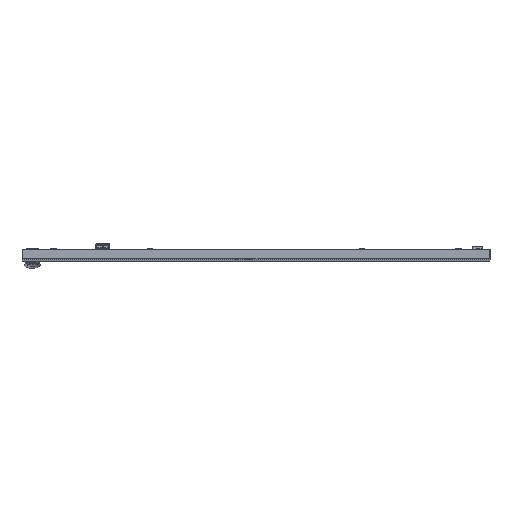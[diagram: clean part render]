
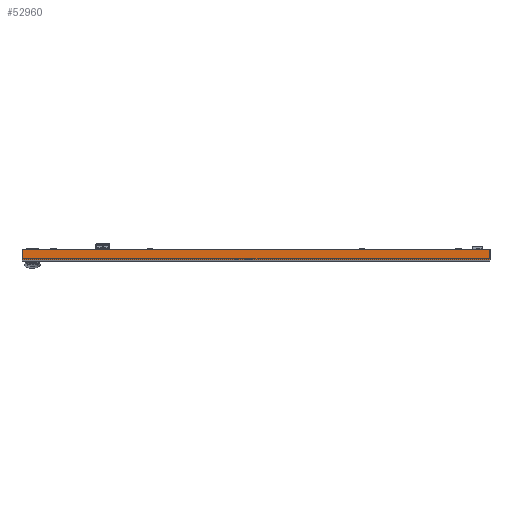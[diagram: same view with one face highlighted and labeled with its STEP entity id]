
A CAD part, top view. The second image highlights one B-rep face of the part: STEP entity #52960.
In plain terms, the highlighted planar face has unit normal (0, 0, 1).
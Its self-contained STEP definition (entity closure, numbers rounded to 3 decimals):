
#1178 = EDGE_CURVE ( 'NONE', #15846, #3736, #88188, .T. ) ;
#1812 = CARTESIAN_POINT ( 'NONE',  ( 19.547, -0.079, 35.118 ) ) ;
#2340 = ORIENTED_EDGE ( 'NONE', *, *, #36965, .T. ) ;
#3374 = ORIENTED_EDGE ( 'NONE', *, *, #58169, .T. ) ;
#3736 = VERTEX_POINT ( 'NONE', #110149 ) ;
#5137 = CARTESIAN_POINT ( 'NONE',  ( -19.547, 0.787, 35.118 ) ) ;
#15846 = VERTEX_POINT ( 'NONE', #5137 ) ;
#16811 = CARTESIAN_POINT ( 'NONE',  ( 0., -0.079, 35.118 ) ) ;
#17590 = VECTOR ( 'NONE', #114760, 39.37 ) ;
#29312 = AXIS2_PLACEMENT_3D ( 'NONE', #114871, #105524, #98034 ) ;
#29472 = CARTESIAN_POINT ( 'NONE',  ( 19.547, -0.079, 35.118 ) ) ;
#30487 = ORIENTED_EDGE ( 'NONE', *, *, #1178, .T. ) ;
#32149 = DIRECTION ( 'NONE',  ( 0., -1., 0. ) ) ;
#36404 = EDGE_LOOP ( 'NONE', ( #97165, #30487, #3374, #2340 ) ) ;
#36965 = EDGE_CURVE ( 'NONE', #65118, #85196, #41265, .T. ) ;
#41265 = LINE ( 'NONE', #29472, #17590 ) ;
#52960 = ADVANCED_FACE ( 'NONE', ( #60032 ), #67546, .F. ) ;
#58169 = EDGE_CURVE ( 'NONE', #3736, #65118, #73522, .T. ) ;
#60032 = FACE_OUTER_BOUND ( 'NONE', #36404, .T. ) ;
#63667 = VECTOR ( 'NONE', #112071, 39.37 ) ;
#65118 = VERTEX_POINT ( 'NONE', #1812 ) ;
#67546 = PLANE ( 'NONE',  #29312 ) ;
#72739 = VECTOR ( 'NONE', #32149, 39.37 ) ;
#73522 = LINE ( 'NONE', #16811, #63667 ) ;
#78680 = DIRECTION ( 'NONE',  ( 1., 0., 0. ) ) ;
#78835 = CARTESIAN_POINT ( 'NONE',  ( -19.547, -0.079, 35.118 ) ) ;
#79920 = LINE ( 'NONE', #88651, #82542 ) ;
#82542 = VECTOR ( 'NONE', #78680, 39.37 ) ;
#85196 = VERTEX_POINT ( 'NONE', #99904 ) ;
#88188 = LINE ( 'NONE', #78835, #72739 ) ;
#88651 = CARTESIAN_POINT ( 'NONE',  ( -136.397, 0.787, 35.118 ) ) ;
#97165 = ORIENTED_EDGE ( 'NONE', *, *, #120456, .F. ) ;
#98034 = DIRECTION ( 'NONE',  ( 0., 1., 0. ) ) ;
#99904 = CARTESIAN_POINT ( 'NONE',  ( 19.547, 0.787, 35.118 ) ) ;
#105524 = DIRECTION ( 'NONE',  ( 0., 0., -1. ) ) ;
#110149 = CARTESIAN_POINT ( 'NONE',  ( -19.547, -0.079, 35.118 ) ) ;
#112071 = DIRECTION ( 'NONE',  ( 1., 0., 0. ) ) ;
#114760 = DIRECTION ( 'NONE',  ( 0., 1., 0. ) ) ;
#114871 = CARTESIAN_POINT ( 'NONE',  ( -136.397, -0.079, 35.118 ) ) ;
#120456 = EDGE_CURVE ( 'NONE', #15846, #85196, #79920, .T. ) ;
